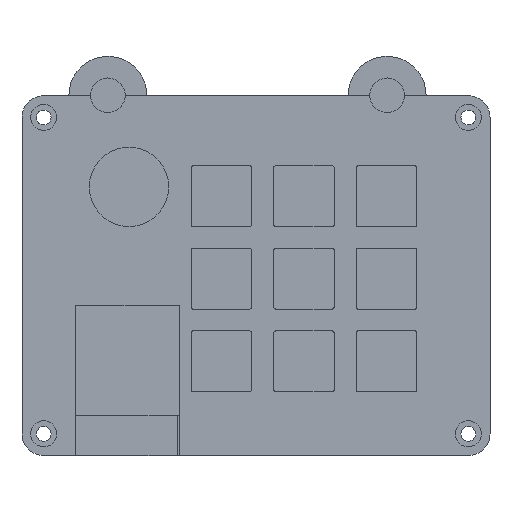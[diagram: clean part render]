
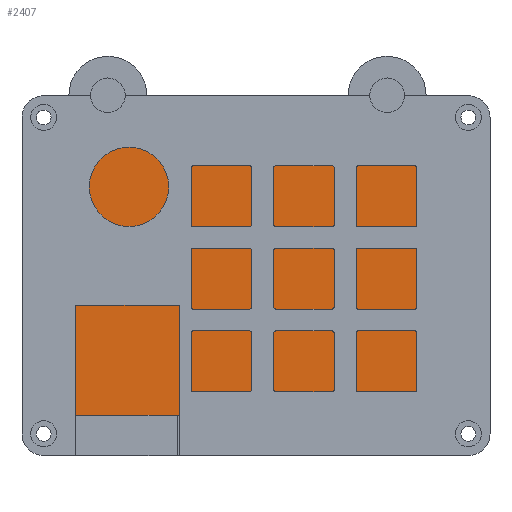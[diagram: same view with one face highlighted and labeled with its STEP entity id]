
A CAD part, top view. The second image highlights one B-rep face of the part: STEP entity #2407.
In plain terms, the highlighted planar face has unit normal (0, 0, 1).
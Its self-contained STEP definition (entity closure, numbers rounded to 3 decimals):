
#276=FACE_OUTER_BOUND('',#414,.T.);
#414=EDGE_LOOP('',(#1714,#1715,#1716,#1717));
#567=LINE('',#3573,#799);
#600=LINE('',#3678,#832);
#601=LINE('',#3680,#833);
#602=LINE('',#3681,#834);
#799=VECTOR('',#2821,10.);
#832=VECTOR('',#2924,10.);
#833=VECTOR('',#2925,10.);
#834=VECTOR('',#2926,10.);
#1030=VERTEX_POINT('',#3570);
#1031=VERTEX_POINT('',#3572);
#1068=VERTEX_POINT('',#3677);
#1069=VERTEX_POINT('',#3679);
#1267=EDGE_CURVE('',#1030,#1031,#567,.T.);
#1320=EDGE_CURVE('',#1068,#1030,#600,.T.);
#1321=EDGE_CURVE('',#1069,#1068,#601,.T.);
#1322=EDGE_CURVE('',#1031,#1069,#602,.T.);
#1714=ORIENTED_EDGE('',*,*,#1267,.F.);
#1715=ORIENTED_EDGE('',*,*,#1320,.F.);
#1716=ORIENTED_EDGE('',*,*,#1321,.F.);
#1717=ORIENTED_EDGE('',*,*,#1322,.F.);
#2332=PLANE('',#2586);
#2407=ADVANCED_FACE('',(#276),#2332,.T.);
#2586=AXIS2_PLACEMENT_3D('',#3676,#2922,#2923);
#2821=DIRECTION('',(-1.,0.,0.));
#2922=DIRECTION('center_axis',(0.,0.,1.));
#2923=DIRECTION('ref_axis',(1.,0.,0.));
#2924=DIRECTION('',(0.,-1.,0.));
#2925=DIRECTION('',(1.,0.,0.));
#2926=DIRECTION('',(0.,1.,0.));
#3570=CARTESIAN_POINT('',(34.476,-22.078,3.));
#3572=CARTESIAN_POINT('',(-53.524,-22.078,3.));
#3573=CARTESIAN_POINT('',(12.476,-22.078,3.));
#3676=CARTESIAN_POINT('Origin',(-9.524,9.422,3.));
#3677=CARTESIAN_POINT('',(34.476,40.922,3.));
#3678=CARTESIAN_POINT('',(34.476,25.172,3.));
#3679=CARTESIAN_POINT('',(-53.524,40.922,3.));
#3680=CARTESIAN_POINT('',(-31.524,40.922,3.));
#3681=CARTESIAN_POINT('',(-53.524,-6.328,3.));
